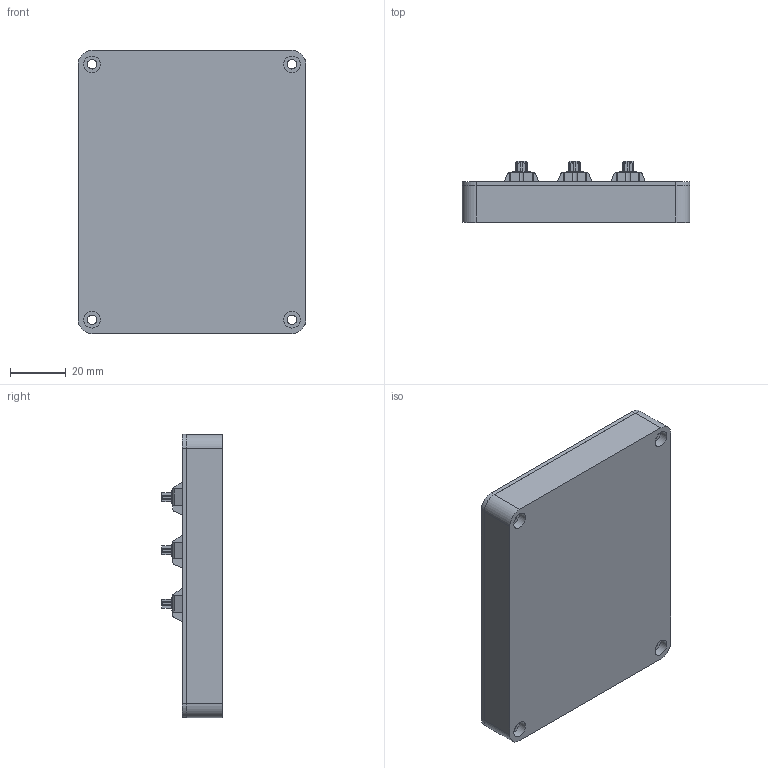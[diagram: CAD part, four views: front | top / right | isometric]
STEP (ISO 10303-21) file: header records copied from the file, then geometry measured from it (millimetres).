
FILE_DESCRIPTION(/* description */ (''),/* implementation_level */ '2;1');
FILE_NAME(/* name */ 'piperpad_v1.step',/* time_stamp */ '2026-01-13T10:52:56+05:30',/* author */ (''),/* organization */ (''),/* preprocessor_version */ 'ST-DEVELOPER v20.1',/* originating_system */ 'Autodesk Translation Framework v14.21.0.0',/* authorisation */ '');
FILE_SCHEMA (('AUTOMOTIVE_DESIGN { 1 0 10303 214 3 1 1 }'));
Length unit declared in the file: millimetre
Products named in the file (18): 2026-01-13-09-59-49-637; 2026-01-13-04-26-43-480; 2026-01-13-04-26-43-483; 2026-01-13-04-26-43-482; 2026-01-13-04-26-43-481; 2026-01-13-04-28-23-716; 2026-01-13-04-28-23-717; 2026-01-13-04-28-23-718; 2026-01-13-04-28-23-719; 2026-01-13-04-28-23-720; 2026-01-13-04-28-23-721; 2026-01-13-04-28-23-722; 2026-01-13-04-28-23-723; 2026-01-13-04-28-23-724; 2026-01-13-04-28-23-725; 2026-01-13-04-28-23-726; 2026-01-12-19-42-29-186; 2026-01-12-20-03-00-032
Assembly tree (33 placements, depth 5):
  2026-01-13-09-59-49-637
    2026-01-13-04-26-43-480
      2026-01-13-04-26-43-481  x9
      2026-01-13-04-26-43-482  x9
      2026-01-13-04-26-43-483
    2026-01-13-04-28-23-716
      2026-01-13-04-28-23-717
        2026-01-13-04-28-23-718
        2026-01-13-04-28-23-719
        2026-01-13-04-28-23-720
          2026-01-13-04-28-23-721
          2026-01-13-04-28-23-722
          2026-01-13-04-28-23-723
          2026-01-13-04-28-23-724
          2026-01-13-04-28-23-725
        2026-01-13-04-28-23-726
    2026-01-12-19-42-29-186
    2026-01-12-20-03-00-032
Bounding box: 82 x 21.84 x 102.04 mm (x, y, z)
Volume: 85945 mm3; surface area: 64715.4 mm2
Topology: 176 solids, 176 shells, 3811 faces, 9916 edges, 6479 vertices
Faces by surface type: plane 2983, cylinder 551, bspline 195, sphere 46, cone 24, torus 12
Full cylindrical faces by diameter (mm): 0.4 x1, 0.5 x2, 0.8 x14, 0.889 x14, 1.5 x20, 1.7 x18, 2 x1, 3.4 x8, 4 x9, 4.391 x9, 6 x4
Entity records: 52705 total; most frequent: CARTESIAN_POINT 11560, ORIENTED_EDGE 8688, DIRECTION 7725, EDGE_CURVE 4344, LINE 3279, VECTOR 3279, VERTEX_POINT 2855, AXIS2_PLACEMENT_3D 2223
